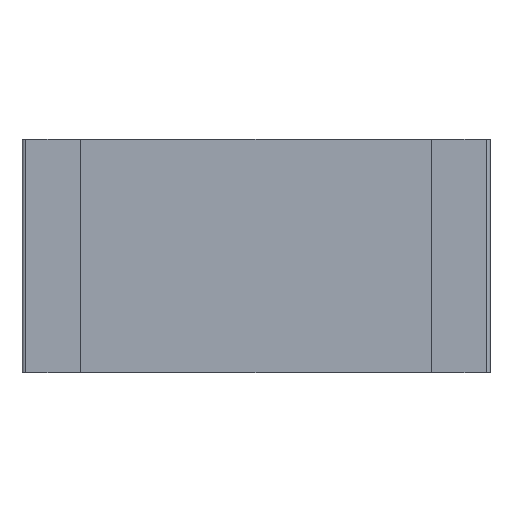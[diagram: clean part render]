
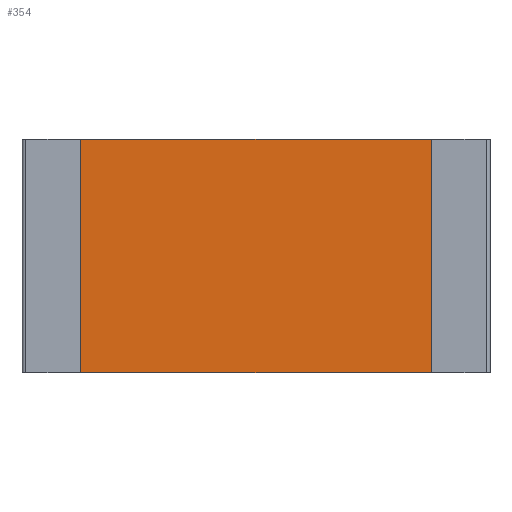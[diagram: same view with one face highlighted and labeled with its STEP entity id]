
A CAD part, front view. The second image highlights one B-rep face of the part: STEP entity #354.
In plain terms, the highlighted planar face has unit normal (0, -1, 0).
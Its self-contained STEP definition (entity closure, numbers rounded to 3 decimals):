
#19 = LINE ( 'NONE', #822, #1369 ) ;
#27 = VECTOR ( 'NONE', #207, 1000. ) ;
#62 = DIRECTION ( 'NONE',  ( -1., 0., 0. ) ) ;
#165 = VECTOR ( 'NONE', #634, 1000. ) ;
#193 = CARTESIAN_POINT ( 'NONE',  ( 3.15, 0.05, -1.6 ) ) ;
#200 = ORIENTED_EDGE ( 'NONE', *, *, #2579, .F. ) ;
#207 = DIRECTION ( 'NONE',  ( 0., 0., 1. ) ) ;
#354 = ADVANCED_FACE ( 'NONE', ( #864 ), #2450, .F. ) ;
#417 = VECTOR ( 'NONE', #62, 1000. ) ;
#507 = EDGE_CURVE ( 'NONE', #2058, #2215, #19, .T. ) ;
#548 = EDGE_CURVE ( 'NONE', #1000, #2058, #1666, .T. ) ;
#634 = DIRECTION ( 'NONE',  ( 1., 0., 0. ) ) ;
#822 = CARTESIAN_POINT ( 'NONE',  ( 3.15, 0.05, -1.6 ) ) ;
#864 = FACE_OUTER_BOUND ( 'NONE', #1480, .T. ) ;
#1000 = VERTEX_POINT ( 'NONE', #1051 ) ;
#1047 = ORIENTED_EDGE ( 'NONE', *, *, #548, .F. ) ;
#1051 = CARTESIAN_POINT ( 'NONE',  ( -3.15, 0.05, 1.6 ) ) ;
#1062 = CARTESIAN_POINT ( 'NONE',  ( 0., 0.05, 0. ) ) ;
#1180 = LINE ( 'NONE', #1955, #27 ) ;
#1182 = ORIENTED_EDGE ( 'NONE', *, *, #507, .F. ) ;
#1258 = LINE ( 'NONE', #1808, #417 ) ;
#1266 = DIRECTION ( 'NONE',  ( 0., 0., 1. ) ) ;
#1369 = VECTOR ( 'NONE', #1629, 1000. ) ;
#1427 = VERTEX_POINT ( 'NONE', #1911 ) ;
#1468 = DIRECTION ( 'NONE',  ( 0., 1., 0. ) ) ;
#1480 = EDGE_LOOP ( 'NONE', ( #1663, #200, #1182, #1047 ) ) ;
#1629 = DIRECTION ( 'NONE',  ( 0., 0., -1. ) ) ;
#1640 = CARTESIAN_POINT ( 'NONE',  ( -3.15, 0.05, 1.6 ) ) ;
#1663 = ORIENTED_EDGE ( 'NONE', *, *, #2214, .F. ) ;
#1666 = LINE ( 'NONE', #1640, #165 ) ;
#1808 = CARTESIAN_POINT ( 'NONE',  ( -3.15, 0.05, -1.6 ) ) ;
#1911 = CARTESIAN_POINT ( 'NONE',  ( -3.15, 0.05, -1.6 ) ) ;
#1955 = CARTESIAN_POINT ( 'NONE',  ( -3.15, 0.05, -1.6 ) ) ;
#1979 = AXIS2_PLACEMENT_3D ( 'NONE', #1062, #1468, #1266 ) ;
#2058 = VERTEX_POINT ( 'NONE', #2461 ) ;
#2214 = EDGE_CURVE ( 'NONE', #1427, #1000, #1180, .T. ) ;
#2215 = VERTEX_POINT ( 'NONE', #193 ) ;
#2450 = PLANE ( 'NONE',  #1979 ) ;
#2461 = CARTESIAN_POINT ( 'NONE',  ( 3.15, 0.05, 1.6 ) ) ;
#2579 = EDGE_CURVE ( 'NONE', #2215, #1427, #1258, .T. ) ;
